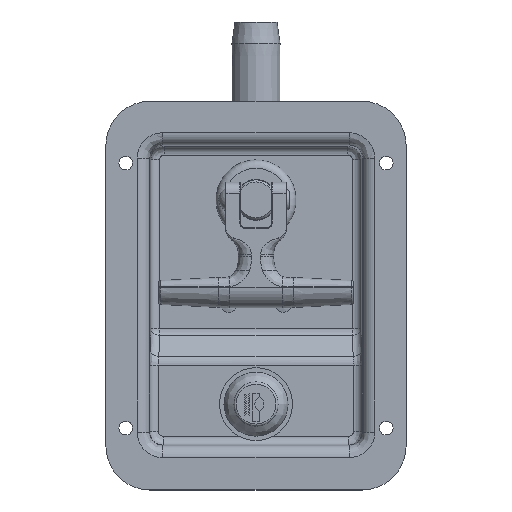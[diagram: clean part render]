
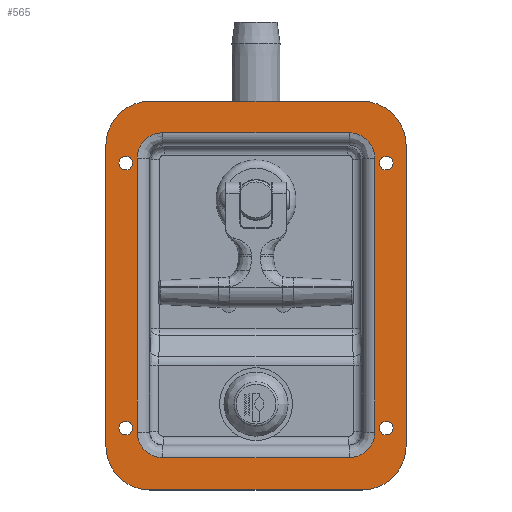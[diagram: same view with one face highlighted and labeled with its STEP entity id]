
A CAD part, top view. The second image highlights one B-rep face of the part: STEP entity #565.
In plain terms, the highlighted planar face has unit normal (0, 0, 1).
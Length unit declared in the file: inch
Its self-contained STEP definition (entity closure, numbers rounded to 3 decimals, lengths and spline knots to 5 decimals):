
#90=CARTESIAN_POINT('',(2.125,-2.125,0.0));
#91=VERTEX_POINT('',#90);
#98=CARTESIAN_POINT('',(1.5,-2.75,0.0));
#99=VERTEX_POINT('',#98);
#100=CARTESIAN_POINT('',(1.5,-2.125,0.0));
#101=DIRECTION('',(0.0,0.0,-1.0));
#102=DIRECTION('',(0.707,-0.707,0.0));
#103=AXIS2_PLACEMENT_3D('',#100,#101,#102);
#104=CIRCLE('',#103,0.625);
#105=EDGE_CURVE('',#91,#99,#104,.T.);
#130=CARTESIAN_POINT('',(2.125,2.125,0.0));
#131=VERTEX_POINT('',#130);
#138=CARTESIAN_POINT('',(2.125,2.125,0.0));
#139=DIRECTION('',(0.0,-1.0,0.0));
#140=VECTOR('',#139,4.25);
#141=LINE('',#138,#140);
#142=EDGE_CURVE('',#131,#91,#141,.T.);
#326=CARTESIAN_POINT('',(-1.5,-2.75,0.0));
#327=VERTEX_POINT('',#326);
#334=CARTESIAN_POINT('',(-2.125,-2.125,0.0));
#335=VERTEX_POINT('',#334);
#336=CARTESIAN_POINT('',(-1.5,-2.125,0.0));
#337=DIRECTION('',(0.0,0.0,-1.0));
#338=DIRECTION('',(-0.707,-0.707,0.0));
#339=AXIS2_PLACEMENT_3D('',#336,#337,#338);
#340=CIRCLE('',#339,0.625);
#341=EDGE_CURVE('',#327,#335,#340,.T.);
#358=CARTESIAN_POINT('',(-2.125,2.125,0.0));
#359=VERTEX_POINT('',#358);
#360=CARTESIAN_POINT('',(-2.125,-2.125,0.0));
#361=DIRECTION('',(0.0,1.0,0.0));
#362=VECTOR('',#361,4.25);
#363=LINE('',#360,#362);
#364=EDGE_CURVE('',#335,#359,#363,.T.);
#383=CARTESIAN_POINT('',(-1.5,2.75,0.0));
#384=VERTEX_POINT('',#383);
#385=CARTESIAN_POINT('',(-1.5,2.125,0.0));
#386=DIRECTION('',(0.0,0.0,-1.0));
#387=DIRECTION('',(-0.707,0.707,0.0));
#388=AXIS2_PLACEMENT_3D('',#385,#386,#387);
#389=CIRCLE('',#388,0.625);
#390=EDGE_CURVE('',#359,#384,#389,.T.);
#407=CARTESIAN_POINT('',(1.5,2.75,0.0));
#408=VERTEX_POINT('',#407);
#415=CARTESIAN_POINT('',(1.5,2.125,0.0));
#416=DIRECTION('',(0.0,0.0,-1.0));
#417=DIRECTION('',(0.707,0.707,0.0));
#418=AXIS2_PLACEMENT_3D('',#415,#416,#417);
#419=CIRCLE('',#418,0.625);
#420=EDGE_CURVE('',#408,#131,#419,.T.);
#426=CARTESIAN_POINT('',(0.0,0.,0.0));
#427=DIRECTION('',(0.0,0.0,1.0));
#428=DIRECTION('',(1.0,0.0,0.0));
#429=AXIS2_PLACEMENT_3D('',#426,#427,#428);
#430=PLANE('',#429);
#431=ORIENTED_EDGE('',*,*,#105,.F.);
#432=ORIENTED_EDGE('',*,*,#142,.F.);
#433=ORIENTED_EDGE('',*,*,#420,.F.);
#434=CARTESIAN_POINT('',(-1.5,2.75,0.0));
#435=DIRECTION('',(1.0,0.0,0.0));
#436=VECTOR('',#435,3.0);
#437=LINE('',#434,#436);
#438=EDGE_CURVE('',#384,#408,#437,.T.);
#439=ORIENTED_EDGE('',*,*,#438,.F.);
#440=ORIENTED_EDGE('',*,*,#390,.F.);
#441=ORIENTED_EDGE('',*,*,#364,.F.);
#442=ORIENTED_EDGE('',*,*,#341,.F.);
#443=CARTESIAN_POINT('',(1.5,-2.75,0.0));
#444=DIRECTION('',(-1.0,0.0,0.0));
#445=VECTOR('',#444,3.);
#446=LINE('',#443,#445);
#447=EDGE_CURVE('',#99,#327,#446,.T.);
#448=ORIENTED_EDGE('',*,*,#447,.F.);
#449=EDGE_LOOP('',(#431,#432,#433,#439,#440,#441,#442,#448));
#450=FACE_OUTER_BOUND('',#449,.T.);
#451=CARTESIAN_POINT('',(1.32034,-2.29157,0.0));
#452=VERTEX_POINT('',#451);
#453=CARTESIAN_POINT('',(1.68112,-1.93079,0.0));
#454=VERTEX_POINT('',#453);
#455=CARTESIAN_POINT('',(1.3199,-1.93035,0.0));
#456=DIRECTION('',(0.0,0.0,1.0));
#457=DIRECTION('',(0.707,-0.707,0.0));
#458=AXIS2_PLACEMENT_3D('',#455,#456,#457);
#459=ELLIPSE('',#458,0.36144,0.361);
#460=EDGE_CURVE('',#452,#454,#459,.T.);
#461=ORIENTED_EDGE('',*,*,#460,.F.);
#462=CARTESIAN_POINT('',(-1.32034,-2.29157,0.0));
#463=VERTEX_POINT('',#462);
#464=CARTESIAN_POINT('',(-1.32034,-2.29157,0.0));
#465=DIRECTION('',(1.0,0.0,0.0));
#466=VECTOR('',#465,2.64068);
#467=LINE('',#464,#466);
#468=EDGE_CURVE('',#463,#452,#467,.T.);
#469=ORIENTED_EDGE('',*,*,#468,.F.);
#470=CARTESIAN_POINT('',(-1.68112,-1.93079,0.0));
#471=VERTEX_POINT('',#470);
#472=CARTESIAN_POINT('',(-1.3199,-1.93035,0.0));
#473=DIRECTION('',(0.0,0.0,1.0));
#474=DIRECTION('',(-0.707,-0.707,0.0));
#475=AXIS2_PLACEMENT_3D('',#472,#473,#474);
#476=ELLIPSE('',#475,0.36144,0.361);
#477=EDGE_CURVE('',#471,#463,#476,.T.);
#478=ORIENTED_EDGE('',*,*,#477,.F.);
#479=CARTESIAN_POINT('',(-1.68112,1.94434,0.0));
#480=VERTEX_POINT('',#479);
#481=CARTESIAN_POINT('',(-1.68112,1.94434,0.0));
#482=DIRECTION('',(0.0,-1.0,0.0));
#483=VECTOR('',#482,3.87513);
#484=LINE('',#481,#483);
#485=EDGE_CURVE('',#480,#471,#484,.T.);
#486=ORIENTED_EDGE('',*,*,#485,.F.);
#487=CARTESIAN_POINT('',(-1.32034,2.30512,0.0));
#488=VERTEX_POINT('',#487);
#489=CARTESIAN_POINT('',(-1.3199,1.9439,0.0));
#490=DIRECTION('',(0.0,0.0,1.0));
#491=DIRECTION('',(-0.707,0.707,0.0));
#492=AXIS2_PLACEMENT_3D('',#489,#490,#491);
#493=ELLIPSE('',#492,0.36144,0.361);
#494=EDGE_CURVE('',#488,#480,#493,.T.);
#495=ORIENTED_EDGE('',*,*,#494,.F.);
#496=CARTESIAN_POINT('',(1.32034,2.30512,0.0));
#497=VERTEX_POINT('',#496);
#498=CARTESIAN_POINT('',(1.32034,2.30512,0.0));
#499=DIRECTION('',(-1.0,0.0,0.0));
#500=VECTOR('',#499,2.64068);
#501=LINE('',#498,#500);
#502=EDGE_CURVE('',#497,#488,#501,.T.);
#503=ORIENTED_EDGE('',*,*,#502,.F.);
#504=CARTESIAN_POINT('',(1.68112,1.94434,0.0));
#505=VERTEX_POINT('',#504);
#506=CARTESIAN_POINT('',(1.3199,1.9439,0.0));
#507=DIRECTION('',(0.0,0.0,1.0));
#508=DIRECTION('',(0.707,0.707,0.0));
#509=AXIS2_PLACEMENT_3D('',#506,#507,#508);
#510=ELLIPSE('',#509,0.36144,0.361);
#511=EDGE_CURVE('',#505,#497,#510,.T.);
#512=ORIENTED_EDGE('',*,*,#511,.F.);
#513=CARTESIAN_POINT('',(1.68112,-1.93079,0.0));
#514=DIRECTION('',(0.0,1.0,0.0));
#515=VECTOR('',#514,3.87513);
#516=LINE('',#513,#515);
#517=EDGE_CURVE('',#454,#505,#516,.T.);
#518=ORIENTED_EDGE('',*,*,#517,.F.);
#519=EDGE_LOOP('',(#461,#469,#478,#486,#495,#503,#512,#518));
#520=FACE_BOUND('',#519,.T.);
#521=CARTESIAN_POINT('',(1.94,-1.875,0.0));
#522=VERTEX_POINT('',#521);
#523=CARTESIAN_POINT('',(1.844,-1.875,0.0));
#524=DIRECTION('',(0.0,0.0,-1.0));
#525=DIRECTION('',(-1.0,0.0,0.0));
#526=AXIS2_PLACEMENT_3D('',#523,#524,#525);
#527=CIRCLE('',#526,0.096);
#528=EDGE_CURVE('',#522,#522,#527,.T.);
#529=ORIENTED_EDGE('',*,*,#528,.T.);
#530=EDGE_LOOP('',(#529));
#531=FACE_BOUND('',#530,.T.);
#532=CARTESIAN_POINT('',(-1.748,-1.875,0.0));
#533=VERTEX_POINT('',#532);
#534=CARTESIAN_POINT('',(-1.844,-1.875,0.0));
#535=DIRECTION('',(0.0,0.0,-1.0));
#536=DIRECTION('',(-1.0,0.0,0.0));
#537=AXIS2_PLACEMENT_3D('',#534,#535,#536);
#538=CIRCLE('',#537,0.096);
#539=EDGE_CURVE('',#533,#533,#538,.T.);
#540=ORIENTED_EDGE('',*,*,#539,.T.);
#541=EDGE_LOOP('',(#540));
#542=FACE_BOUND('',#541,.T.);
#543=CARTESIAN_POINT('',(1.94,1.875,0.0));
#544=VERTEX_POINT('',#543);
#545=CARTESIAN_POINT('',(1.844,1.875,0.0));
#546=DIRECTION('',(0.0,0.0,-1.0));
#547=DIRECTION('',(-1.0,0.0,0.0));
#548=AXIS2_PLACEMENT_3D('',#545,#546,#547);
#549=CIRCLE('',#548,0.096);
#550=EDGE_CURVE('',#544,#544,#549,.T.);
#551=ORIENTED_EDGE('',*,*,#550,.T.);
#552=EDGE_LOOP('',(#551));
#553=FACE_BOUND('',#552,.T.);
#554=CARTESIAN_POINT('',(-1.748,1.875,0.0));
#555=VERTEX_POINT('',#554);
#556=CARTESIAN_POINT('',(-1.844,1.875,0.0));
#557=DIRECTION('',(0.0,0.0,-1.0));
#558=DIRECTION('',(-1.0,0.0,0.0));
#559=AXIS2_PLACEMENT_3D('',#556,#557,#558);
#560=CIRCLE('',#559,0.096);
#561=EDGE_CURVE('',#555,#555,#560,.T.);
#562=ORIENTED_EDGE('',*,*,#561,.T.);
#563=EDGE_LOOP('',(#562));
#564=FACE_BOUND('',#563,.T.);
#565=ADVANCED_FACE('',(#450,#520,#531,#542,#553,#564),#430,.T.);
